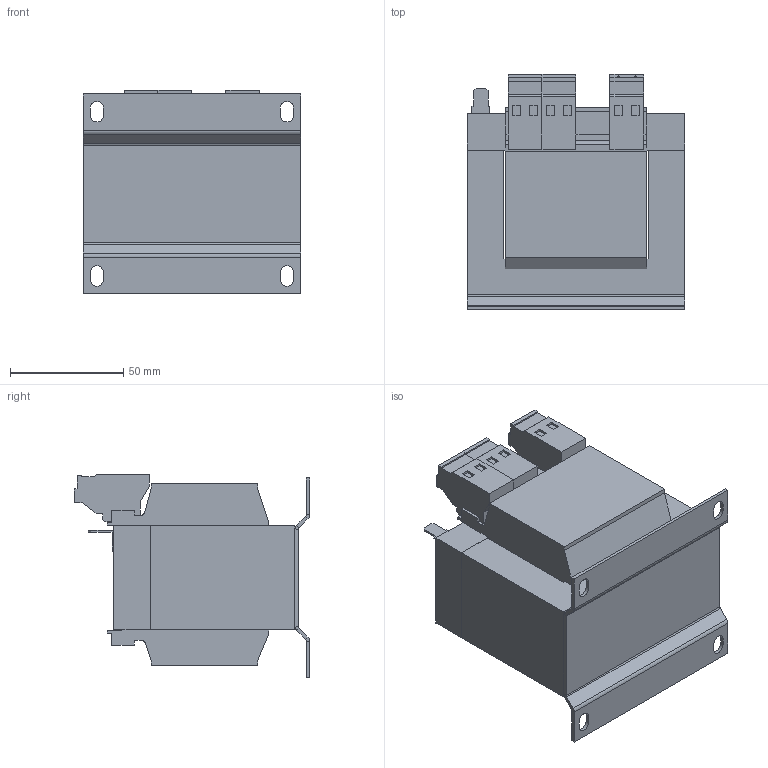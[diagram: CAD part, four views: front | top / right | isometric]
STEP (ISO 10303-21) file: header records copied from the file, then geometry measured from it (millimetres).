
FILE_DESCRIPTION (( 'STEP AP214' ), '1' );
FILE_NAME ('223630.STEP', '2023-08-23T13:59:33', ( '' ), ( '' ), 'SwSTEP 2.0', 'SolidWorks 2018', '' );
FILE_SCHEMA (( 'AUTOMOTIVE_DESIGN' ));
Length unit declared in the file: millimetre
Products named in the file (1): 223630
Bounding box: 96.05 x 104 x 89.95 mm (x, y, z)
Volume: 505132.5 mm3; surface area: 76779.3 mm2
Topology: 1 solids, 1 shells, 246 faces, 649 edges, 414 vertices
Faces by surface type: plane 216, cylinder 30
Entity records: 7483 total; most frequent: CARTESIAN_POINT 1310, ORIENTED_EDGE 1298, DIRECTION 1203, EDGE_CURVE 649, LINE 589, VECTOR 589, VERTEX_POINT 414, AXIS2_PLACEMENT_3D 307
